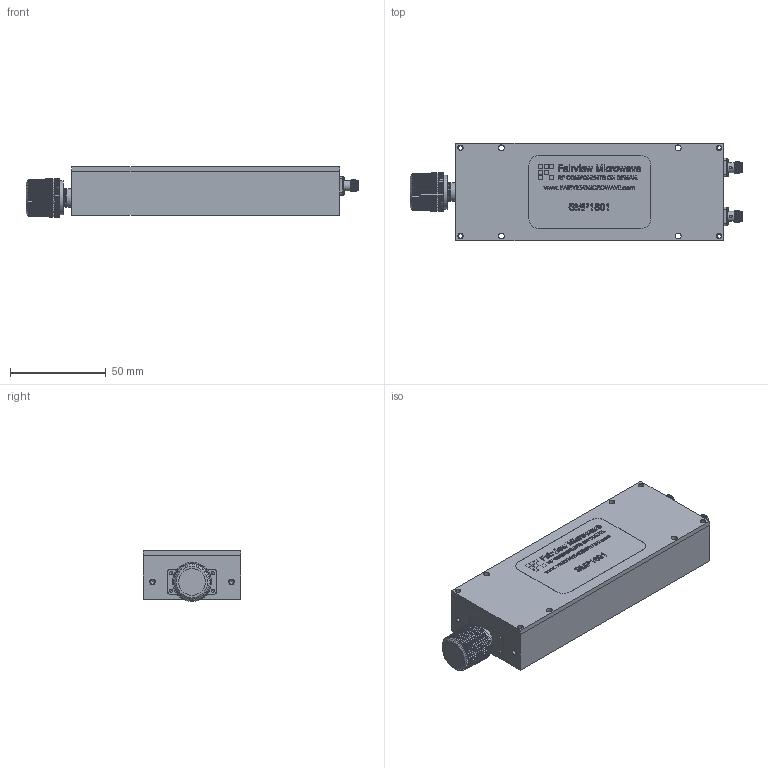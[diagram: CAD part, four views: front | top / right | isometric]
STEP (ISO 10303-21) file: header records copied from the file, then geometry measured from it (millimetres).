
FILE_DESCRIPTION (( 'STEP AP203' ), '1' );
FILE_NAME ('SMP1801.step', '2020-03-18T15:49:35', ( '' ), ( '' ), 'SwSTEP 2.0', 'SolidWorks 2018', '' );
FILE_SCHEMA (( 'CONFIG_CONTROL_DESIGN' ));
Length unit declared in the file: inch
Products named in the file (1): SMP1801
Bounding box: 173.1 x 50.8 x 26.43 mm (x, y, z)
Volume: 185232.2 mm3; surface area: 30683.8 mm2
Topology: 2 solids, 10 shells, 1468 faces, 3874 edges, 2572 vertices
Faces by surface type: plane 971, bspline 306, cone 111, cylinder 78, torus 2
Full cylindrical faces by diameter (mm): 0.914 x2, 1.092 x8, 1.168 x2, 1.27 x1, 1.702 x4, 2.261 x6, 2.591 x8, 2.845 x10, 3.048 x4, 4.521 x2, 5.08 x2, 5.334 x4, 9.576 x2, 13.876 x1, 17.716 x1
Entity records: 63386 total; most frequent: CARTESIAN_POINT 30173, ORIENTED_EDGE 7518, DIRECTION 5352, EDGE_CURVE 3759, VERTEX_POINT 2537, VECTOR 2376, LINE 2376, EDGE_LOOP 1712
